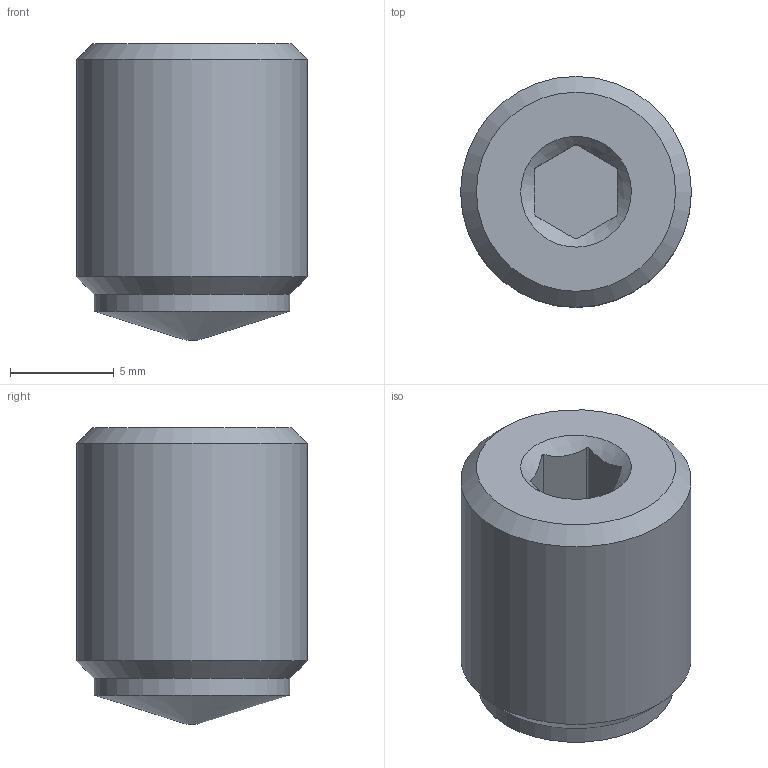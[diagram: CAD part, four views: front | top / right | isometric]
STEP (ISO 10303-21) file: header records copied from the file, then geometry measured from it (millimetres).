
FILE_DESCRIPTION(/* description */ (''),/* implementation_level */ '2;1');
FILE_NAME(/* name */ '14236.stp',/* time_stamp */ '2016-09-23T13:36:51-04:00',/* author */ ('cridley'),/* organization */ (''),/* preprocessor_version */ 'ST-DEVELOPER v15.6',/* originating_system */ 'Autodesk Inventor 2015',/* authorisation */ '');
FILE_SCHEMA (('AUTOMOTIVE_DESIGN { 1 0 10303 214 3 1 1 }'));
Length unit declared in the file: inch
Products named in the file (1): 14236
Bounding box: 11.1 x 11.1 x 14.27 mm (x, y, z)
Volume: 1147.4 mm3; surface area: 689.2 mm2
Topology: 1 solids, 1 shells, 22 faces, 55 edges, 36 vertices
Faces by surface type: plane 9, cylinder 8, cone 4, bspline 1
Full cylindrical faces by diameter (mm): 9.398 x1, 11.1 x1
Entity records: 718 total; most frequent: CARTESIAN_POINT 222, ORIENTED_EDGE 94, DIRECTION 94, EDGE_CURVE 47, AXIS2_PLACEMENT_3D 38, VERTEX_POINT 34, EDGE_LOOP 29, FACE_OUTER_BOUND 22
